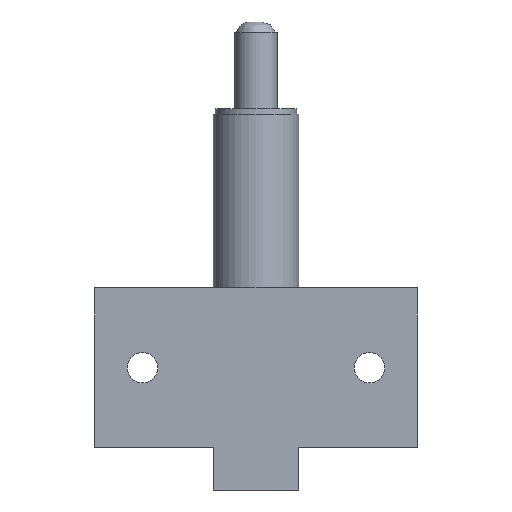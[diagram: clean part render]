
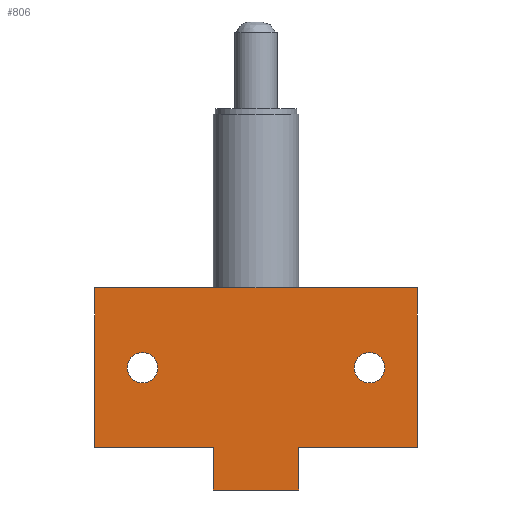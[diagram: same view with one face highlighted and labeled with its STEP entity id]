
A CAD part, front view. The second image highlights one B-rep face of the part: STEP entity #806.
In plain terms, the highlighted planar face has unit normal (0, -1, 0).
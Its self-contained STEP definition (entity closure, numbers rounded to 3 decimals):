
#29=LINE('',#1257,#95);
#45=LINE('',#1317,#111);
#77=LINE('',#1443,#143);
#78=LINE('',#1444,#144);
#79=LINE('',#1446,#145);
#80=LINE('',#1448,#146);
#81=LINE('',#1450,#147);
#82=LINE('',#1452,#148);
#83=LINE('',#1453,#149);
#95=VECTOR('',#978,10.);
#111=VECTOR('',#1004,10.);
#143=VECTOR('',#1136,10.);
#144=VECTOR('',#1137,10.);
#145=VECTOR('',#1138,10.);
#146=VECTOR('',#1139,10.);
#147=VECTOR('',#1140,10.);
#148=VECTOR('',#1141,10.);
#149=VECTOR('',#1142,10.);
#173=FACE_BOUND('',#264,.T.);
#174=FACE_BOUND('',#265,.T.);
#212=FACE_OUTER_BOUND('',#263,.T.);
#263=EDGE_LOOP('',(#690,#691,#692,#693,#694,#695,#696,#697,#698));
#264=EDGE_LOOP('',(#699));
#265=EDGE_LOOP('',(#700));
#287=CIRCLE('',#850,2.15);
#291=CIRCLE('',#856,2.15);
#332=VERTEX_POINT('',#1217);
#338=VERTEX_POINT('',#1247);
#341=VERTEX_POINT('',#1254);
#342=VERTEX_POINT('',#1256);
#361=VERTEX_POINT('',#1314);
#362=VERTEX_POINT('',#1316);
#377=VERTEX_POINT('',#1393);
#388=VERTEX_POINT('',#1445);
#389=VERTEX_POINT('',#1447);
#390=VERTEX_POINT('',#1449);
#391=VERTEX_POINT('',#1451);
#407=EDGE_CURVE('',#332,#332,#287,.T.);
#415=EDGE_CURVE('',#338,#338,#291,.T.);
#418=EDGE_CURVE('',#341,#342,#29,.T.);
#439=EDGE_CURVE('',#362,#361,#45,.T.);
#494=EDGE_CURVE('',#341,#377,#77,.T.);
#495=EDGE_CURVE('',#362,#377,#78,.T.);
#496=EDGE_CURVE('',#388,#361,#79,.T.);
#497=EDGE_CURVE('',#388,#389,#80,.T.);
#498=EDGE_CURVE('',#390,#389,#81,.T.);
#499=EDGE_CURVE('',#391,#390,#82,.T.);
#500=EDGE_CURVE('',#391,#342,#83,.T.);
#690=ORIENTED_EDGE('',*,*,#494,.T.);
#691=ORIENTED_EDGE('',*,*,#495,.F.);
#692=ORIENTED_EDGE('',*,*,#439,.T.);
#693=ORIENTED_EDGE('',*,*,#496,.F.);
#694=ORIENTED_EDGE('',*,*,#497,.T.);
#695=ORIENTED_EDGE('',*,*,#498,.F.);
#696=ORIENTED_EDGE('',*,*,#499,.F.);
#697=ORIENTED_EDGE('',*,*,#500,.T.);
#698=ORIENTED_EDGE('',*,*,#418,.F.);
#699=ORIENTED_EDGE('',*,*,#407,.T.);
#700=ORIENTED_EDGE('',*,*,#415,.T.);
#760=PLANE('',#913);
#806=ADVANCED_FACE('',(#212,#173,#174),#760,.T.);
#850=AXIS2_PLACEMENT_3D('',#1219,#957,#958);
#856=AXIS2_PLACEMENT_3D('',#1249,#971,#972);
#913=AXIS2_PLACEMENT_3D('',#1442,#1134,#1135);
#957=DIRECTION('center_axis',(0.,1.,0.));
#958=DIRECTION('ref_axis',(1.,0.,0.));
#971=DIRECTION('center_axis',(0.,1.,0.));
#972=DIRECTION('ref_axis',(1.,0.,0.));
#978=DIRECTION('',(0.,0.,-1.));
#1004=DIRECTION('',(0.,0.,-1.));
#1134=DIRECTION('center_axis',(0.,-1.,0.));
#1135=DIRECTION('ref_axis',(-1.,0.,0.));
#1136=DIRECTION('',(-1.,0.,0.));
#1137=DIRECTION('',(1.,0.,0.));
#1138=DIRECTION('',(-1.,0.,0.));
#1139=DIRECTION('',(0.,0.,-1.));
#1140=DIRECTION('',(-1.,0.,0.));
#1141=DIRECTION('',(0.,0.,-1.));
#1142=DIRECTION('',(1.,0.,0.));
#1217=CARTESIAN_POINT('',(13.85,-6.,-35.75));
#1219=CARTESIAN_POINT('Origin',(16.,-6.,-35.75));
#1247=CARTESIAN_POINT('',(-18.15,-6.,-35.75));
#1249=CARTESIAN_POINT('Origin',(-16.,-6.,-35.75));
#1254=CARTESIAN_POINT('',(22.75,-6.,-24.5));
#1256=CARTESIAN_POINT('',(22.75,-6.,-47.));
#1257=CARTESIAN_POINT('',(22.75,-6.,-35.75));
#1314=CARTESIAN_POINT('',(-22.75,-6.,-47.));
#1316=CARTESIAN_POINT('',(-22.75,-6.,-24.5));
#1317=CARTESIAN_POINT('',(-22.75,-6.,-35.75));
#1393=CARTESIAN_POINT('',(0.,-6.,-24.5));
#1442=CARTESIAN_POINT('Origin',(6.,-6.,0.));
#1443=CARTESIAN_POINT('',(3.,-6.,-24.5));
#1444=CARTESIAN_POINT('',(-6.,-6.,-24.5));
#1445=CARTESIAN_POINT('',(-6.,-6.,-47.));
#1446=CARTESIAN_POINT('',(-6.,-6.,-47.));
#1447=CARTESIAN_POINT('',(-6.,-6.,-53.));
#1448=CARTESIAN_POINT('',(-6.,-6.,0.));
#1449=CARTESIAN_POINT('',(6.,-6.,-53.));
#1450=CARTESIAN_POINT('',(-6.,-6.,-53.));
#1451=CARTESIAN_POINT('',(6.,-6.,-47.));
#1452=CARTESIAN_POINT('',(6.,-6.,0.));
#1453=CARTESIAN_POINT('',(6.,-6.,-47.));
